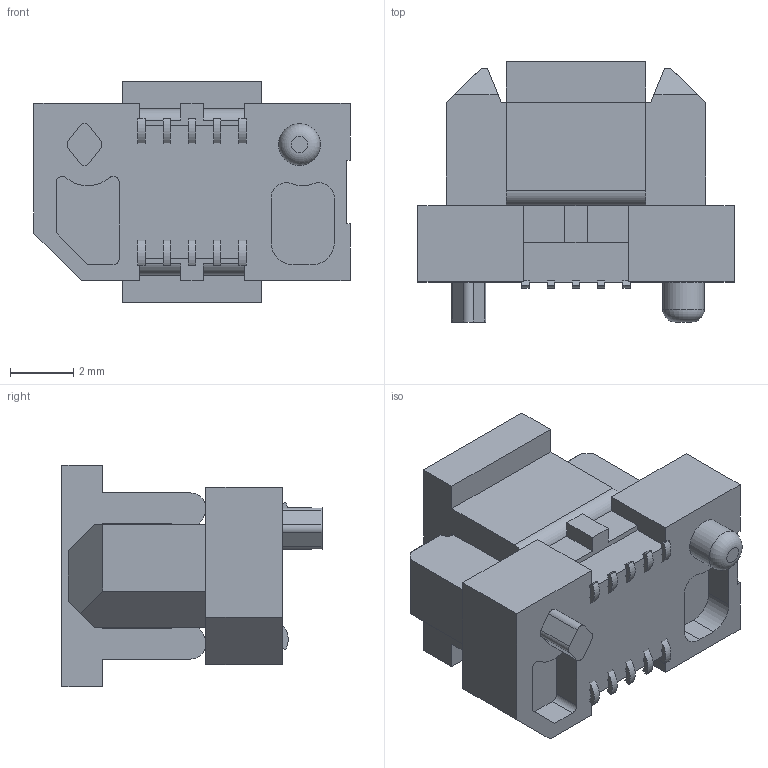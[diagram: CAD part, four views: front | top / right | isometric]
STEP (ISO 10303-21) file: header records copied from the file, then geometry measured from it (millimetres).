
FILE_DESCRIPTION(/* description */ ('STEP AP214'),/* implementation_level */ '2;1');
FILE_NAME(/* name */ 'ERM8-005-03.0-L-DV-P',/* time_stamp */ '2025-10-21T14:47:31+02:00',/* author */ ('License CC BY-ND 4.0'),/* organization */ ('CADENAS'),/* preprocessor_version */ 'ST-DEVELOPER v19.3',/* originating_system */ 'PARTsolutions',/* authorisation */ ' ');
FILE_SCHEMA (('AUTOMOTIVE_DESIGN {1 0 10303 214 3 1 1}'));
Length unit declared in the file: millimetre
Products named in the file (5): ERM8-005-03.0-L-DV-P; ERM8-005-03.0-DVT; ERM8-005-03.0-DV_pin; ERM8-005-03.0-DV3_pin; PPP-88
Assembly tree (4 placements, depth 2):
  ERM8-005-03.0-L-DV-P
    ERM8-005-03.0-DVT
    ERM8-005-03.0-DV_pin
    ERM8-005-03.0-DV3_pin
    PPP-88
Bounding box: 10 x 8.22 x 6.99 mm (x, y, z)
Volume: 256 mm3; surface area: 623.6 mm2
Topology: 4 solids, 4 shells, 506 faces, 1445 edges, 950 vertices
Faces by surface type: plane 336, cylinder 169, torus 1
Full cylindrical faces by diameter (mm): 1.32 x1
Entity records: 16547 total; most frequent: CARTESIAN_POINT 3082, ORIENTED_EDGE 2884, DIRECTION 2683, EDGE_CURVE 1442, LINE 1103, VECTOR 1103, VERTEX_POINT 949, AXIS2_PLACEMENT_3D 790
